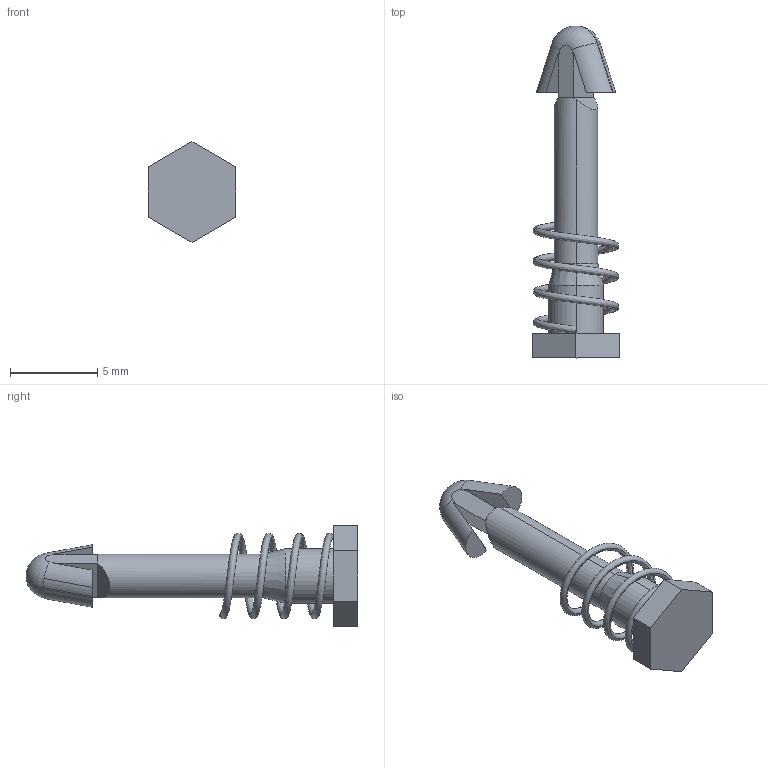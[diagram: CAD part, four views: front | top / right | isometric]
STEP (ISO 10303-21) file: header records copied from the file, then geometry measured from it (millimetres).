
FILE_DESCRIPTION (( 'STEP AP214' ), '1' );
FILE_NAME ('32436_vicor_spring.STEP', '2019-02-08T17:39:30', ( '' ), ( '' ), 'SwSTEP 2.0', 'SolidWorks 2018', '' );
FILE_SCHEMA (( 'AUTOMOTIVE_DESIGN' ));
Length unit declared in the file: millimetre
Products named in the file (1): 32436_vicor_spring
Bounding box: 5 x 19 x 5.77 mm (x, y, z)
Volume: 132.9 mm3; surface area: 298.7 mm2
Topology: 2 solids, 2 shells, 40 faces, 89 edges, 54 vertices
Faces by surface type: plane 24, cylinder 10, cone 2, torus 2, bspline 2
Entity records: 2291 total; most frequent: CARTESIAN_POINT 1355, ORIENTED_EDGE 178, DIRECTION 173, EDGE_CURVE 89, AXIS2_PLACEMENT_3D 60, VERTEX_POINT 54, VECTOR 53, LINE 53
